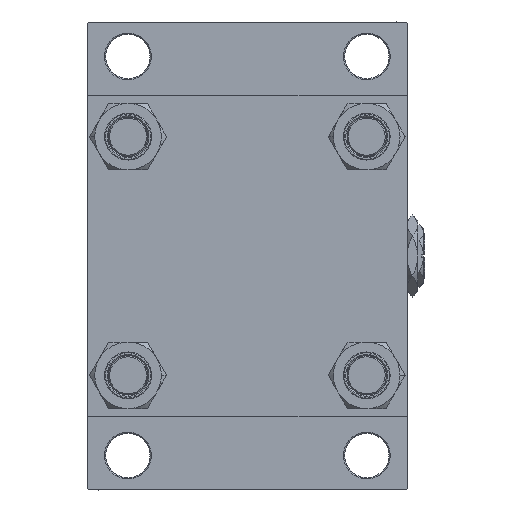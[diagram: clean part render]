
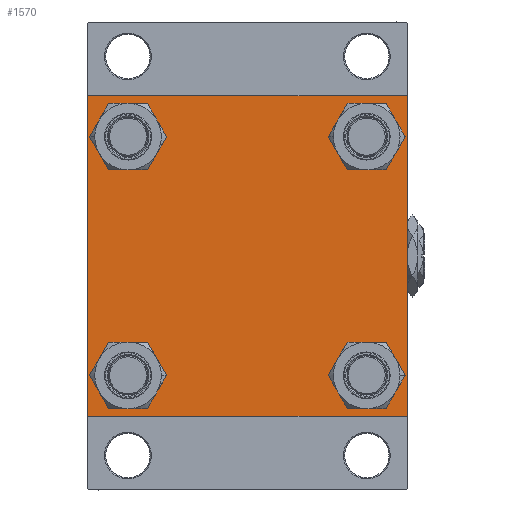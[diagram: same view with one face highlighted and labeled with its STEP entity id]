
A CAD part, left-side view. The second image highlights one B-rep face of the part: STEP entity #1570.
In plain terms, the highlighted planar face has unit normal (-1, 0, 0).
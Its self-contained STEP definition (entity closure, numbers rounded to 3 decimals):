
#14 = EDGE_LOOP ( 'NONE', ( #23332, #5823, #34026, #8078, #42827, #11157, #28095, #33269 ) ) ;
#282 = CARTESIAN_POINT ( 'NONE',  ( 0., 48.45, -48.45 ) ) ;
#759 = VERTEX_POINT ( 'NONE', #21539 ) ;
#790 = EDGE_CURVE ( 'NONE', #23343, #45258, #23322, .T. ) ;
#1186 = AXIS2_PLACEMENT_3D ( 'NONE', #43052, #42544, #42300 ) ;
#1570 = ADVANCED_FACE ( 'NONE', ( #4364, #13009, #44223, #16063, #39924 ), #48049, .T. ) ;
#1578 = DIRECTION ( 'NONE',  ( 1., 0., 0. ) ) ;
#1940 = DIRECTION ( 'NONE',  ( 0., 0., 1. ) ) ;
#2043 = VERTEX_POINT ( 'NONE', #3752 ) ;
#2171 = CARTESIAN_POINT ( 'NONE',  ( 0., 48.45, 56.95 ) ) ;
#2775 = CIRCLE ( 'NONE', #31138, 8.5 ) ;
#2896 = VERTEX_POINT ( 'NONE', #45682 ) ;
#2911 = CARTESIAN_POINT ( 'NONE',  ( 0., 65., -65. ) ) ;
#3011 = CARTESIAN_POINT ( 'NONE',  ( 0., -48.45, -48.45 ) ) ;
#3356 = VERTEX_POINT ( 'NONE', #27075 ) ;
#3752 = CARTESIAN_POINT ( 'NONE',  ( 0., 48.45, 39.95 ) ) ;
#4364 = FACE_BOUND ( 'NONE', #4631, .T. ) ;
#4631 = EDGE_LOOP ( 'NONE', ( #37646, #35827 ) ) ;
#4635 = VERTEX_POINT ( 'NONE', #2171 ) ;
#5129 = CARTESIAN_POINT ( 'NONE',  ( 0., 48.45, 48.45 ) ) ;
#5823 = ORIENTED_EDGE ( 'NONE', *, *, #32145, .T. ) ;
#6310 = VECTOR ( 'NONE', #50206, 1000. ) ;
#6576 = DIRECTION ( 'NONE',  ( 0., 0., 1. ) ) ;
#6600 = ORIENTED_EDGE ( 'NONE', *, *, #9129, .T. ) ;
#7459 = ORIENTED_EDGE ( 'NONE', *, *, #21543, .T. ) ;
#7530 = VECTOR ( 'NONE', #17700, 1000. ) ;
#7647 = VERTEX_POINT ( 'NONE', #34242 ) ;
#7842 = EDGE_CURVE ( 'NONE', #45258, #23343, #29383, .T. ) ;
#8078 = ORIENTED_EDGE ( 'NONE', *, *, #33745, .T. ) ;
#8808 = CARTESIAN_POINT ( 'NONE',  ( 0., -64.5, 65. ) ) ;
#9129 = EDGE_CURVE ( 'NONE', #29711, #44952, #38520, .T. ) ;
#9359 = EDGE_LOOP ( 'NONE', ( #6600, #11458 ) ) ;
#10251 = CARTESIAN_POINT ( 'NONE',  ( 0., -48.45, 39.95 ) ) ;
#10317 = EDGE_CURVE ( 'NONE', #7647, #759, #10967, .T. ) ;
#10825 = VECTOR ( 'NONE', #36104, 1000. ) ;
#10967 = LINE ( 'NONE', #46245, #23935 ) ;
#11109 = CARTESIAN_POINT ( 'NONE',  ( 0., 65., 65. ) ) ;
#11157 = ORIENTED_EDGE ( 'NONE', *, *, #36153, .T. ) ;
#11225 = LINE ( 'NONE', #19575, #30389 ) ;
#11458 = ORIENTED_EDGE ( 'NONE', *, *, #26663, .T. ) ;
#11963 = DIRECTION ( 'NONE',  ( 0., 0.707, -0.707 ) ) ;
#12192 = CARTESIAN_POINT ( 'NONE',  ( 0., -48.45, 56.95 ) ) ;
#12729 = DIRECTION ( 'NONE',  ( 0., 0., 1. ) ) ;
#12741 = LINE ( 'NONE', #29251, #10825 ) ;
#13009 = FACE_BOUND ( 'NONE', #34845, .T. ) ;
#13143 = DIRECTION ( 'NONE',  ( 1., 0., 0. ) ) ;
#13478 = CARTESIAN_POINT ( 'NONE',  ( 0., -48.45, -48.45 ) ) ;
#13564 = DIRECTION ( 'NONE',  ( 0., 0., -1. ) ) ;
#14063 = LINE ( 'NONE', #40738, #31313 ) ;
#14152 = VECTOR ( 'NONE', #22565, 1000. ) ;
#15109 = LINE ( 'NONE', #2911, #17688 ) ;
#16063 = FACE_BOUND ( 'NONE', #16333, .T. ) ;
#16273 = EDGE_CURVE ( 'NONE', #2896, #29131, #30408, .T. ) ;
#16333 = EDGE_LOOP ( 'NONE', ( #7459, #44824 ) ) ;
#17530 = DIRECTION ( 'NONE',  ( 0., 0., 1. ) ) ;
#17688 = VECTOR ( 'NONE', #34404, 1000. ) ;
#17700 = DIRECTION ( 'NONE',  ( 0., -0.707, 0.707 ) ) ;
#17955 = LINE ( 'NONE', #21499, #7530 ) ;
#18325 = DIRECTION ( 'NONE',  ( 0., 0., -1. ) ) ;
#19575 = CARTESIAN_POINT ( 'NONE',  ( 0., 64.75, 64.75 ) ) ;
#19735 = CARTESIAN_POINT ( 'NONE',  ( 0., -64.5, -65. ) ) ;
#19776 = CARTESIAN_POINT ( 'NONE',  ( 0., -48.45, -56.95 ) ) ;
#19777 = CIRCLE ( 'NONE', #40087, 8.5 ) ;
#20175 = CARTESIAN_POINT ( 'NONE',  ( 0., 65., -64.5 ) ) ;
#21178 = CIRCLE ( 'NONE', #27673, 8.5 ) ;
#21386 = DIRECTION ( 'NONE',  ( 0., 0., 1. ) ) ;
#21499 = CARTESIAN_POINT ( 'NONE',  ( 0., -64.75, -64.75 ) ) ;
#21539 = CARTESIAN_POINT ( 'NONE',  ( 0., -65., -64.5 ) ) ;
#21543 = EDGE_CURVE ( 'NONE', #4635, #2043, #49394, .T. ) ;
#21854 = ORIENTED_EDGE ( 'NONE', *, *, #46896, .T. ) ;
#22565 = DIRECTION ( 'NONE',  ( 0., 0.707, 0.707 ) ) ;
#22813 = CARTESIAN_POINT ( 'NONE',  ( 0., 48.45, 48.45 ) ) ;
#23063 = LINE ( 'NONE', #38566, #14152 ) ;
#23322 = CIRCLE ( 'NONE', #37920, 8.5 ) ;
#23332 = ORIENTED_EDGE ( 'NONE', *, *, #45228, .T. ) ;
#23343 = VERTEX_POINT ( 'NONE', #12192 ) ;
#23493 = VERTEX_POINT ( 'NONE', #47461 ) ;
#23514 = DIRECTION ( 'NONE',  ( 0., 0., 1. ) ) ;
#23935 = VECTOR ( 'NONE', #18325, 1000. ) ;
#24077 = AXIS2_PLACEMENT_3D ( 'NONE', #13478, #40901, #17530 ) ;
#24169 = DIRECTION ( 'NONE',  ( -1., 0., 0. ) ) ;
#24981 = AXIS2_PLACEMENT_3D ( 'NONE', #31553, #24169, #43966 ) ;
#26663 = EDGE_CURVE ( 'NONE', #44952, #29711, #21178, .T. ) ;
#27075 = CARTESIAN_POINT ( 'NONE',  ( 0., 64.5, -65. ) ) ;
#27673 = AXIS2_PLACEMENT_3D ( 'NONE', #282, #36091, #12729 ) ;
#27741 = AXIS2_PLACEMENT_3D ( 'NONE', #40572, #13143, #1940 ) ;
#28095 = ORIENTED_EDGE ( 'NONE', *, *, #16273, .F. ) ;
#28264 = VERTEX_POINT ( 'NONE', #19735 ) ;
#28679 = CARTESIAN_POINT ( 'NONE',  ( 0., 65., 64.5 ) ) ;
#28895 = VERTEX_POINT ( 'NONE', #28679 ) ;
#29131 = VERTEX_POINT ( 'NONE', #8808 ) ;
#29251 = CARTESIAN_POINT ( 'NONE',  ( 0., 64.75, -64.75 ) ) ;
#29383 = CIRCLE ( 'NONE', #27741, 8.5 ) ;
#29711 = VERTEX_POINT ( 'NONE', #38786 ) ;
#30389 = VECTOR ( 'NONE', #11963, 1000. ) ;
#30408 = LINE ( 'NONE', #11109, #6310 ) ;
#31138 = AXIS2_PLACEMENT_3D ( 'NONE', #5129, #1578, #21386 ) ;
#31313 = VECTOR ( 'NONE', #13564, 1000. ) ;
#31553 = CARTESIAN_POINT ( 'NONE',  ( 0., 0., 0. ) ) ;
#32145 = EDGE_CURVE ( 'NONE', #33279, #3356, #12741, .T. ) ;
#32516 = ORIENTED_EDGE ( 'NONE', *, *, #36187, .T. ) ;
#33172 = CARTESIAN_POINT ( 'NONE',  ( 0., 48.45, -56.95 ) ) ;
#33269 = ORIENTED_EDGE ( 'NONE', *, *, #37286, .T. ) ;
#33279 = VERTEX_POINT ( 'NONE', #20175 ) ;
#33745 = EDGE_CURVE ( 'NONE', #28264, #759, #17955, .T. ) ;
#33756 = DIRECTION ( 'NONE',  ( 1., 0., 0. ) ) ;
#34026 = ORIENTED_EDGE ( 'NONE', *, *, #49218, .T. ) ;
#34242 = CARTESIAN_POINT ( 'NONE',  ( 0., -65., 64.5 ) ) ;
#34404 = DIRECTION ( 'NONE',  ( 0., -1., 0. ) ) ;
#34845 = EDGE_LOOP ( 'NONE', ( #32516, #21854 ) ) ;
#35827 = ORIENTED_EDGE ( 'NONE', *, *, #7842, .T. ) ;
#36091 = DIRECTION ( 'NONE',  ( 1., 0., 0. ) ) ;
#36104 = DIRECTION ( 'NONE',  ( 0., -0.707, -0.707 ) ) ;
#36153 = EDGE_CURVE ( 'NONE', #7647, #29131, #23063, .T. ) ;
#36187 = EDGE_CURVE ( 'NONE', #23493, #44430, #19777, .T. ) ;
#37177 = EDGE_CURVE ( 'NONE', #2043, #4635, #2775, .T. ) ;
#37286 = EDGE_CURVE ( 'NONE', #2896, #28895, #11225, .T. ) ;
#37646 = ORIENTED_EDGE ( 'NONE', *, *, #790, .T. ) ;
#37920 = AXIS2_PLACEMENT_3D ( 'NONE', #40611, #48470, #23514 ) ;
#38076 = DIRECTION ( 'NONE',  ( 1., 0., 0. ) ) ;
#38520 = CIRCLE ( 'NONE', #1186, 8.5 ) ;
#38566 = CARTESIAN_POINT ( 'NONE',  ( 0., -64.75, 64.75 ) ) ;
#38786 = CARTESIAN_POINT ( 'NONE',  ( 0., 48.45, -39.95 ) ) ;
#39924 = FACE_OUTER_BOUND ( 'NONE', #14, .T. ) ;
#40087 = AXIS2_PLACEMENT_3D ( 'NONE', #3011, #33756, #6576 ) ;
#40572 = CARTESIAN_POINT ( 'NONE',  ( 0., -48.45, 48.45 ) ) ;
#40611 = CARTESIAN_POINT ( 'NONE',  ( 0., -48.45, 48.45 ) ) ;
#40738 = CARTESIAN_POINT ( 'NONE',  ( 0., 65., 65. ) ) ;
#40901 = DIRECTION ( 'NONE',  ( 1., 0., 0. ) ) ;
#42300 = DIRECTION ( 'NONE',  ( 0., 0., 1. ) ) ;
#42544 = DIRECTION ( 'NONE',  ( 1., 0., 0. ) ) ;
#42827 = ORIENTED_EDGE ( 'NONE', *, *, #10317, .F. ) ;
#43052 = CARTESIAN_POINT ( 'NONE',  ( 0., 48.45, -48.45 ) ) ;
#43966 = DIRECTION ( 'NONE',  ( 0., 0., 1. ) ) ;
#44223 = FACE_BOUND ( 'NONE', #9359, .T. ) ;
#44430 = VERTEX_POINT ( 'NONE', #19776 ) ;
#44824 = ORIENTED_EDGE ( 'NONE', *, *, #37177, .T. ) ;
#44952 = VERTEX_POINT ( 'NONE', #33172 ) ;
#45228 = EDGE_CURVE ( 'NONE', #28895, #33279, #14063, .T. ) ;
#45258 = VERTEX_POINT ( 'NONE', #10251 ) ;
#45682 = CARTESIAN_POINT ( 'NONE',  ( 0., 64.5, 65. ) ) ;
#45995 = CIRCLE ( 'NONE', #24077, 8.5 ) ;
#46245 = CARTESIAN_POINT ( 'NONE',  ( 0., -65., 65. ) ) ;
#46896 = EDGE_CURVE ( 'NONE', #44430, #23493, #45995, .T. ) ;
#46950 = AXIS2_PLACEMENT_3D ( 'NONE', #22813, #38076, #49990 ) ;
#47461 = CARTESIAN_POINT ( 'NONE',  ( 0., -48.45, -39.95 ) ) ;
#48049 = PLANE ( 'NONE',  #24981 ) ;
#48470 = DIRECTION ( 'NONE',  ( 1., 0., 0. ) ) ;
#49218 = EDGE_CURVE ( 'NONE', #3356, #28264, #15109, .T. ) ;
#49394 = CIRCLE ( 'NONE', #46950, 8.5 ) ;
#49990 = DIRECTION ( 'NONE',  ( 0., 0., 1. ) ) ;
#50206 = DIRECTION ( 'NONE',  ( 0., -1., 0. ) ) ;
